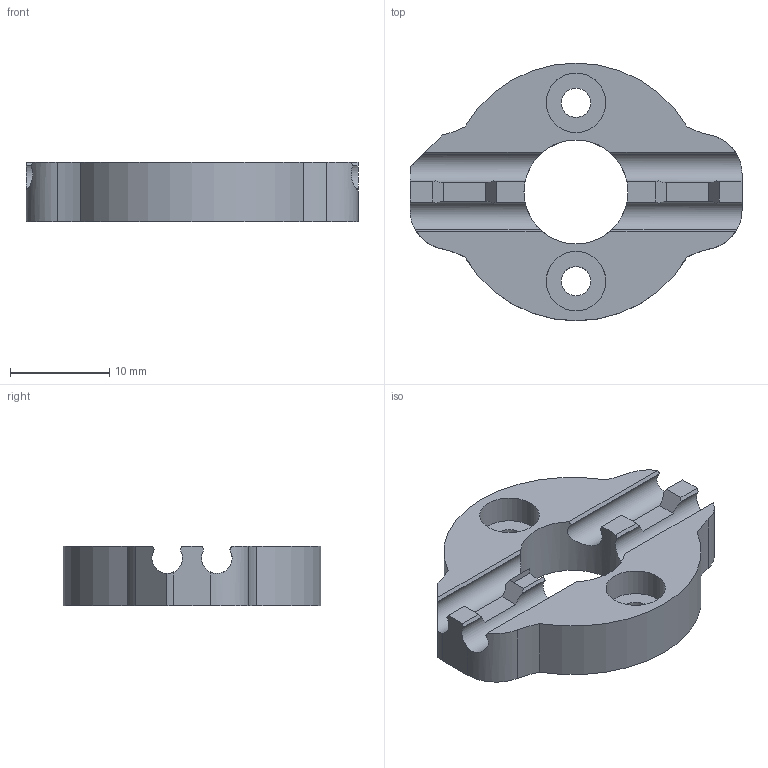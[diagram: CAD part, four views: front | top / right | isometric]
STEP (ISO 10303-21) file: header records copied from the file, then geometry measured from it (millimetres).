
FILE_DESCRIPTION(/* description */ (''),/* implementation_level */ '2;1');
FILE_NAME(/* name */ 'WobbleX_TR8_Adapter Body.step',/* time_stamp */ '2023-04-29T20:41:43+01:00',/* author */ (''),/* organization */ (''),/* preprocessor_version */ 'ST-DEVELOPER v19.2',/* originating_system */ 'Autodesk Translation Framework v12.4.0.73',/* authorisation */ '');
FILE_SCHEMA (('AUTOMOTIVE_DESIGN { 1 0 10303 214 3 1 1 }'));
Length unit declared in the file: millimetre
Products named in the file (1): WobbleX_TR8_Adapter Body - 18mm spacing
Bounding box: 33.5 x 26 x 6 mm (x, y, z)
Volume: 2581.6 mm3; surface area: 2074.7 mm2
Topology: 1 solids, 1 shells, 52 faces, 145 edges, 96 vertices
Faces by surface type: plane 33, cylinder 19
Full cylindrical faces by diameter (mm): 2.95 x2, 6 x2, 10.5 x1
Entity records: 1905 total; most frequent: CARTESIAN_POINT 473, DIRECTION 300, ORIENTED_EDGE 290, EDGE_CURVE 145, AXIS2_PLACEMENT_3D 110, VERTEX_POINT 96, LINE 80, VECTOR 80
